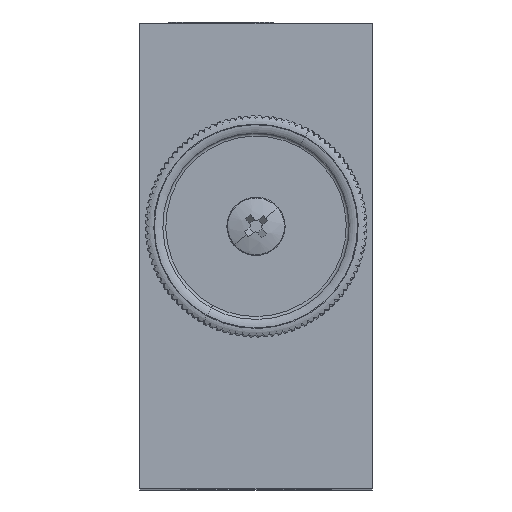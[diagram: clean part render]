
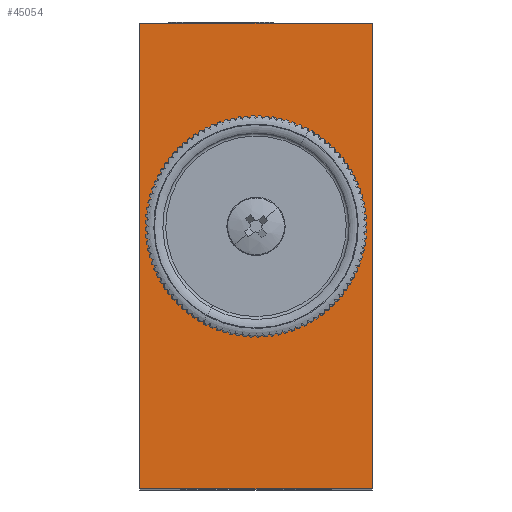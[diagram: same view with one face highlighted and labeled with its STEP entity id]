
A CAD part, top view. The second image highlights one B-rep face of the part: STEP entity #45054.
In plain terms, the highlighted planar face has unit normal (0, 0, 1).
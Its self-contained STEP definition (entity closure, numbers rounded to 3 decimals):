
#314 = LINE ( 'NONE', #17728, #14771 ) ;
#637 = DIRECTION ( 'NONE',  ( -1., 0., 0. ) ) ;
#1162 = DIRECTION ( 'NONE',  ( 1., 0., 0. ) ) ;
#1483 = CARTESIAN_POINT ( 'NONE',  ( 34.75, 45., 0. ) ) ;
#3415 = PLANE ( 'NONE',  #14646 ) ;
#5081 = DIRECTION ( 'NONE',  ( 0., 0., 1. ) ) ;
#5226 = CARTESIAN_POINT ( 'NONE',  ( 20., 45., 0. ) ) ;
#6790 = VECTOR ( 'NONE', #16864, 1000. ) ;
#6946 = EDGE_CURVE ( 'NONE', #51375, #16423, #12959, .T. ) ;
#7719 = DIRECTION ( 'NONE',  ( 0., 0., -1. ) ) ;
#8230 = VECTOR ( 'NONE', #26638, 1000. ) ;
#9832 = ORIENTED_EDGE ( 'NONE', *, *, #42437, .T. ) ;
#12017 = DIRECTION ( 'NONE',  ( -1., 0., 0. ) ) ;
#12959 = LINE ( 'NONE', #35422, #8230 ) ;
#13148 = LINE ( 'NONE', #52448, #6790 ) ;
#14074 = ORIENTED_EDGE ( 'NONE', *, *, #33660, .T. ) ;
#14646 = AXIS2_PLACEMENT_3D ( 'NONE', #37931, #7719, #12017 ) ;
#14771 = VECTOR ( 'NONE', #1162, 1000. ) ;
#14804 = CARTESIAN_POINT ( 'NONE',  ( 20., 45., 0. ) ) ;
#16423 = VERTEX_POINT ( 'NONE', #18747 ) ;
#16864 = DIRECTION ( 'NONE',  ( 0., -1., 0. ) ) ;
#17728 = CARTESIAN_POINT ( 'NONE',  ( 0., 0., 0. ) ) ;
#18747 = CARTESIAN_POINT ( 'NONE',  ( 40., 80., 0. ) ) ;
#22646 = DIRECTION ( 'NONE',  ( 0., 0., 1. ) ) ;
#22776 = AXIS2_PLACEMENT_3D ( 'NONE', #14804, #5081, #40724 ) ;
#23078 = CARTESIAN_POINT ( 'NONE',  ( 0., 80., 0. ) ) ;
#26242 = CARTESIAN_POINT ( 'NONE',  ( 40., 0., 0. ) ) ;
#26398 = VERTEX_POINT ( 'NONE', #23078 ) ;
#26638 = DIRECTION ( 'NONE',  ( 0., 1., 0. ) ) ;
#26935 = EDGE_CURVE ( 'NONE', #38955, #51375, #314, .T. ) ;
#30401 = CIRCLE ( 'NONE', #49518, 14.75 ) ;
#30859 = ORIENTED_EDGE ( 'NONE', *, *, #36428, .F. ) ;
#32475 = EDGE_CURVE ( 'NONE', #38240, #35015, #30401, .T. ) ;
#33448 = ORIENTED_EDGE ( 'NONE', *, *, #6946, .T. ) ;
#33660 = EDGE_CURVE ( 'NONE', #26398, #38955, #13148, .T. ) ;
#35015 = VERTEX_POINT ( 'NONE', #42190 ) ;
#35422 = CARTESIAN_POINT ( 'NONE',  ( 40., 0., 0. ) ) ;
#36428 = EDGE_CURVE ( 'NONE', #35015, #38240, #40095, .T. ) ;
#37571 = EDGE_LOOP ( 'NONE', ( #14074, #39235, #33448, #9832 ) ) ;
#37931 = CARTESIAN_POINT ( 'NONE',  ( 0., 80., 0. ) ) ;
#38240 = VERTEX_POINT ( 'NONE', #1483 ) ;
#38886 = LINE ( 'NONE', #39722, #43555 ) ;
#38955 = VERTEX_POINT ( 'NONE', #44426 ) ;
#39235 = ORIENTED_EDGE ( 'NONE', *, *, #26935, .T. ) ;
#39677 = EDGE_LOOP ( 'NONE', ( #47336, #30859 ) ) ;
#39722 = CARTESIAN_POINT ( 'NONE',  ( 0., 80., 0. ) ) ;
#40024 = DIRECTION ( 'NONE',  ( 1., 0., 0. ) ) ;
#40095 = CIRCLE ( 'NONE', #22776, 14.75 ) ;
#40724 = DIRECTION ( 'NONE',  ( 1., 0., 0. ) ) ;
#42190 = CARTESIAN_POINT ( 'NONE',  ( 5.25, 45., 0. ) ) ;
#42437 = EDGE_CURVE ( 'NONE', #16423, #26398, #38886, .T. ) ;
#43555 = VECTOR ( 'NONE', #637, 1000. ) ;
#44426 = CARTESIAN_POINT ( 'NONE',  ( 0., 0., 0. ) ) ;
#45054 = ADVANCED_FACE ( 'NONE', ( #51038, #55042 ), #3415, .F. ) ;
#47336 = ORIENTED_EDGE ( 'NONE', *, *, #32475, .F. ) ;
#49518 = AXIS2_PLACEMENT_3D ( 'NONE', #5226, #22646, #40024 ) ;
#51038 = FACE_OUTER_BOUND ( 'NONE', #37571, .T. ) ;
#51375 = VERTEX_POINT ( 'NONE', #26242 ) ;
#52448 = CARTESIAN_POINT ( 'NONE',  ( 0., 0., 0. ) ) ;
#55042 = FACE_BOUND ( 'NONE', #39677, .T. ) ;
